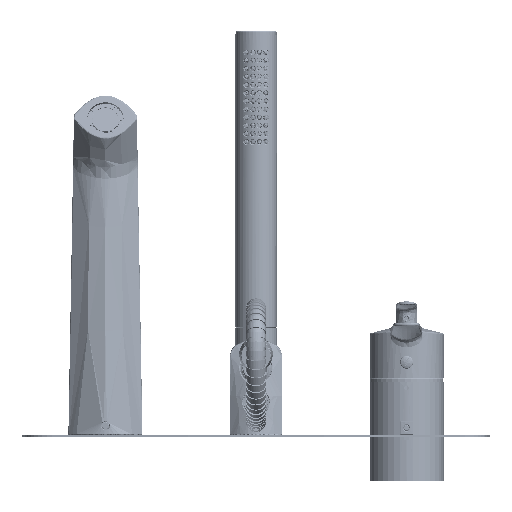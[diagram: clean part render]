
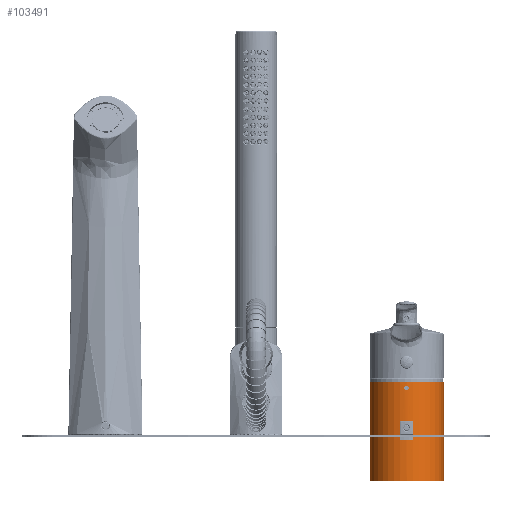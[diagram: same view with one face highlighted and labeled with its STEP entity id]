
A CAD part, front view. The second image highlights one B-rep face of the part: STEP entity #103491.
In plain terms, the highlighted cylindrical face has radius 25 mm (diameter 50 mm), a full revolution.
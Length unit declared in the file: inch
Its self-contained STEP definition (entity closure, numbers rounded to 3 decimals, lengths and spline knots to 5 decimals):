
#5463=B_SPLINE_CURVE_WITH_KNOTS('',3,(#178496,#178497,#178498,#178499,#178500,
#178501,#178502,#178503,#178504,#178505,#178506,#178507,#178508,#178509,
#178510,#178511),.UNSPECIFIED.,.F.,.F.,(4,3,3,3,3,4),(0.22607,
0.28798,0.33417,0.37412,0.44253,
0.45214),.UNSPECIFIED.);
#5464=B_SPLINE_CURVE_WITH_KNOTS('',3,(#178513,#178514,#178515,#178516,#178517,
#178518,#178519,#178520,#178521,#178522,#178523,#178524,#178525,#178526,
#178527,#178528,#178529,#178530,#178531,#178532,#178533,#178534,#178535,
#178536,#178537,#178538,#178539,#178540,#178541,#178542,#178543),
 .UNSPECIFIED.,.F.,.F.,(4,3,3,3,3,3,3,3,3,3,4),(0.67821,0.74013,
0.78472,0.81778,0.87228,0.90884,
0.97076,1.01012,1.04606,1.11445,1.13035),
 .UNSPECIFIED.);
#5465=B_SPLINE_CURVE_WITH_KNOTS('',3,(#178544,#178545,#178546,#178547,#178548,
#178549,#178550,#178551,#178552,#178553,#178554,#178555,#178556,#178557,
#178558,#178559),.UNSPECIFIED.,.F.,.F.,(4,3,3,3,3,4),(0.45214,
0.52058,0.56369,0.60069,0.66911,
0.67821),.UNSPECIFIED.);
#9127=CIRCLE('',#110061,0.98425);
#9130=CIRCLE('',#110066,0.98425);
#14838=CYLINDRICAL_SURFACE('',#110065,0.98425);
#17285=FACE_OUTER_BOUND('',#23385,.T.);
#23385=EDGE_LOOP('',(#67315,#67316,#67317,#67318,#67319,#67320,#67321,#67322,
#67323));
#30126=LINE('',#178652,#34279);
#30127=LINE('',#178653,#34280);
#34279=VECTOR('',#124183,0.98425);
#34280=VECTOR('',#124184,0.98425);
#38971=VERTEX_POINT('',#178494);
#38972=VERTEX_POINT('',#178495);
#38973=VERTEX_POINT('',#178512);
#38982=VERTEX_POINT('',#178641);
#38985=VERTEX_POINT('',#178650);
#49822=EDGE_CURVE('',#38971,#38972,#5463,.T.);
#49823=EDGE_CURVE('',#38973,#38971,#5464,.T.);
#49824=EDGE_CURVE('',#38972,#38973,#5465,.T.);
#49837=EDGE_CURVE('',#38982,#38982,#9127,.T.);
#49840=EDGE_CURVE('',#38985,#38985,#9130,.T.);
#49841=EDGE_CURVE('',#38985,#38973,#30126,.T.);
#49842=EDGE_CURVE('',#38971,#38982,#30127,.T.);
#67315=ORIENTED_EDGE('',*,*,#49840,.F.);
#67316=ORIENTED_EDGE('',*,*,#49841,.T.);
#67317=ORIENTED_EDGE('',*,*,#49823,.T.);
#67318=ORIENTED_EDGE('',*,*,#49842,.T.);
#67319=ORIENTED_EDGE('',*,*,#49837,.F.);
#67320=ORIENTED_EDGE('',*,*,#49842,.F.);
#67321=ORIENTED_EDGE('',*,*,#49822,.T.);
#67322=ORIENTED_EDGE('',*,*,#49824,.T.);
#67323=ORIENTED_EDGE('',*,*,#49841,.F.);
#103491=ADVANCED_FACE('',(#17285),#14838,.T.);
#110061=AXIS2_PLACEMENT_3D('',#178643,#124171,#124172);
#110065=AXIS2_PLACEMENT_3D('',#178649,#124179,#124180);
#110066=AXIS2_PLACEMENT_3D('',#178651,#124181,#124182);
#124171=DIRECTION('center_axis',(0.,0.,-1.));
#124172=DIRECTION('ref_axis',(0.,1.,0.));
#124179=DIRECTION('center_axis',(0.,0.,1.));
#124180=DIRECTION('ref_axis',(0.,1.,0.));
#124181=DIRECTION('center_axis',(0.,0.,1.));
#124182=DIRECTION('ref_axis',(0.,1.,0.));
#124183=DIRECTION('',(0.,0.,-1.));
#124184=DIRECTION('',(0.,0.,-1.));
#178494=CARTESIAN_POINT('',(4.,-0.98425,1.21063));
#178495=CARTESIAN_POINT('',(3.94094,-0.98248,1.26969));
#178496=CARTESIAN_POINT('Ctrl Pts',(4.,-0.98425,
1.21063));
#178497=CARTESIAN_POINT('Ctrl Pts',(3.99187,-0.98425,
1.21063));
#178498=CARTESIAN_POINT('Ctrl Pts',(3.98317,-0.98414,
1.21243));
#178499=CARTESIAN_POINT('Ctrl Pts',(3.97533,-0.98394,
1.21603));
#178500=CARTESIAN_POINT('Ctrl Pts',(3.96949,-0.9838,
1.21872));
#178501=CARTESIAN_POINT('Ctrl Pts',(3.96412,-0.98361,
1.22238));
#178502=CARTESIAN_POINT('Ctrl Pts',(3.95965,-0.98342,
1.22657));
#178503=CARTESIAN_POINT('Ctrl Pts',(3.95578,-0.98327,
1.23019));
#178504=CARTESIAN_POINT('Ctrl Pts',(3.95235,-0.9831,
1.23436));
#178505=CARTESIAN_POINT('Ctrl Pts',(3.94949,-0.98296,1.23909));
#178506=CARTESIAN_POINT('Ctrl Pts',(3.94459,-0.9827,
1.24718));
#178507=CARTESIAN_POINT('Ctrl Pts',(3.94166,-0.98252,
1.25672));
#178508=CARTESIAN_POINT('Ctrl Pts',(3.94107,-0.98249,
1.26587));
#178509=CARTESIAN_POINT('Ctrl Pts',(3.94099,-0.98248,
1.26715));
#178510=CARTESIAN_POINT('Ctrl Pts',(3.94094,-0.98248,
1.26842));
#178511=CARTESIAN_POINT('Ctrl Pts',(3.94094,-0.98248,
1.26969));
#178512=CARTESIAN_POINT('',(4.,-0.98425,1.32874));
#178513=CARTESIAN_POINT('Ctrl Pts',(4.,-0.98425,
1.32874));
#178514=CARTESIAN_POINT('Ctrl Pts',(4.00813,-0.98425,
1.32874));
#178515=CARTESIAN_POINT('Ctrl Pts',(4.01683,-0.98414,
1.32694));
#178516=CARTESIAN_POINT('Ctrl Pts',(4.02467,-0.98394,
1.32334));
#178517=CARTESIAN_POINT('Ctrl Pts',(4.03031,-0.9838,
1.32075));
#178518=CARTESIAN_POINT('Ctrl Pts',(4.03551,-0.98362,
1.31724));
#178519=CARTESIAN_POINT('Ctrl Pts',(4.03989,-0.98344,
1.31323));
#178520=CARTESIAN_POINT('Ctrl Pts',(4.04313,-0.98331,1.31026));
#178521=CARTESIAN_POINT('Ctrl Pts',(4.04603,-0.98318,
1.30696));
#178522=CARTESIAN_POINT('Ctrl Pts',(4.04861,-0.98305,
1.30322));
#178523=CARTESIAN_POINT('Ctrl Pts',(4.05286,-0.98284,
1.29706));
#178524=CARTESIAN_POINT('Ctrl Pts',(4.056,-0.98266,
1.2899));
#178525=CARTESIAN_POINT('Ctrl Pts',(4.05764,-0.98256,
1.28256));
#178526=CARTESIAN_POINT('Ctrl Pts',(4.05874,-0.9825,
1.27763));
#178527=CARTESIAN_POINT('Ctrl Pts',(4.05918,-0.98247,
1.27273));
#178528=CARTESIAN_POINT('Ctrl Pts',(4.05903,-0.98248,
1.26788));
#178529=CARTESIAN_POINT('Ctrl Pts',(4.05878,-0.9825,
1.25968));
#178530=CARTESIAN_POINT('Ctrl Pts',(4.05668,-0.98263,
1.251));
#178531=CARTESIAN_POINT('Ctrl Pts',(4.05283,-0.98283,
1.2433));
#178532=CARTESIAN_POINT('Ctrl Pts',(4.05038,-0.98296,
1.2384));
#178533=CARTESIAN_POINT('Ctrl Pts',(4.04725,-0.98312,
1.23388));
#178534=CARTESIAN_POINT('Ctrl Pts',(4.04373,-0.98328,
1.22999));
#178535=CARTESIAN_POINT('Ctrl Pts',(4.04051,-0.98342,
1.22645));
#178536=CARTESIAN_POINT('Ctrl Pts',(4.0369,-0.98357,
1.22331));
#178537=CARTESIAN_POINT('Ctrl Pts',(4.03278,-0.98371,
1.22057));
#178538=CARTESIAN_POINT('Ctrl Pts',(4.02496,-0.98397,
1.21534));
#178539=CARTESIAN_POINT('Ctrl Pts',(4.01556,-0.98417,
1.21197));
#178540=CARTESIAN_POINT('Ctrl Pts',(4.00635,-0.98423,
1.21097));
#178541=CARTESIAN_POINT('Ctrl Pts',(4.00421,-0.98425,
1.21074));
#178542=CARTESIAN_POINT('Ctrl Pts',(4.00209,-0.98425,
1.21063));
#178543=CARTESIAN_POINT('Ctrl Pts',(4.,-0.98425,
1.21063));
#178544=CARTESIAN_POINT('Ctrl Pts',(3.94094,-0.98248,
1.26969));
#178545=CARTESIAN_POINT('Ctrl Pts',(3.94094,-0.98248,
1.27867));
#178546=CARTESIAN_POINT('Ctrl Pts',(3.94317,-0.98262,
1.28835));
#178547=CARTESIAN_POINT('Ctrl Pts',(3.94754,-0.98285,
1.2968));
#178548=CARTESIAN_POINT('Ctrl Pts',(3.95029,-0.983,
1.30213));
#178549=CARTESIAN_POINT('Ctrl Pts',(3.95386,-0.98318,
1.30697));
#178550=CARTESIAN_POINT('Ctrl Pts',(3.95783,-0.98335,
1.31103));
#178551=CARTESIAN_POINT('Ctrl Pts',(3.96124,-0.98349,
1.3145));
#178552=CARTESIAN_POINT('Ctrl Pts',(3.96519,-0.98365,
1.31767));
#178553=CARTESIAN_POINT('Ctrl Pts',(3.96958,-0.98378,
1.32031));
#178554=CARTESIAN_POINT('Ctrl Pts',(3.9777,-0.98403,
1.32518));
#178555=CARTESIAN_POINT('Ctrl Pts',(3.98725,-0.98421,
1.32807));
#178556=CARTESIAN_POINT('Ctrl Pts',(3.99638,-0.98425,
1.32863));
#178557=CARTESIAN_POINT('Ctrl Pts',(3.9976,-0.98425,
1.3287));
#178558=CARTESIAN_POINT('Ctrl Pts',(3.99881,-0.98425,
1.32874));
#178559=CARTESIAN_POINT('Ctrl Pts',(4.,-0.98425,
1.32874));
#178641=CARTESIAN_POINT('',(4.,-0.98425,-1.20276));
#178643=CARTESIAN_POINT('Origin',(4.,0.,
-1.20276));
#178649=CARTESIAN_POINT('Origin',(4.,0.,
-1.21063));
#178650=CARTESIAN_POINT('',(4.,-0.98425,1.41929));
#178651=CARTESIAN_POINT('Origin',(4.,0.,
1.41929));
#178652=CARTESIAN_POINT('',(4.,-0.98425,-1.21063));
#178653=CARTESIAN_POINT('',(4.,-0.98425,-1.21063));
